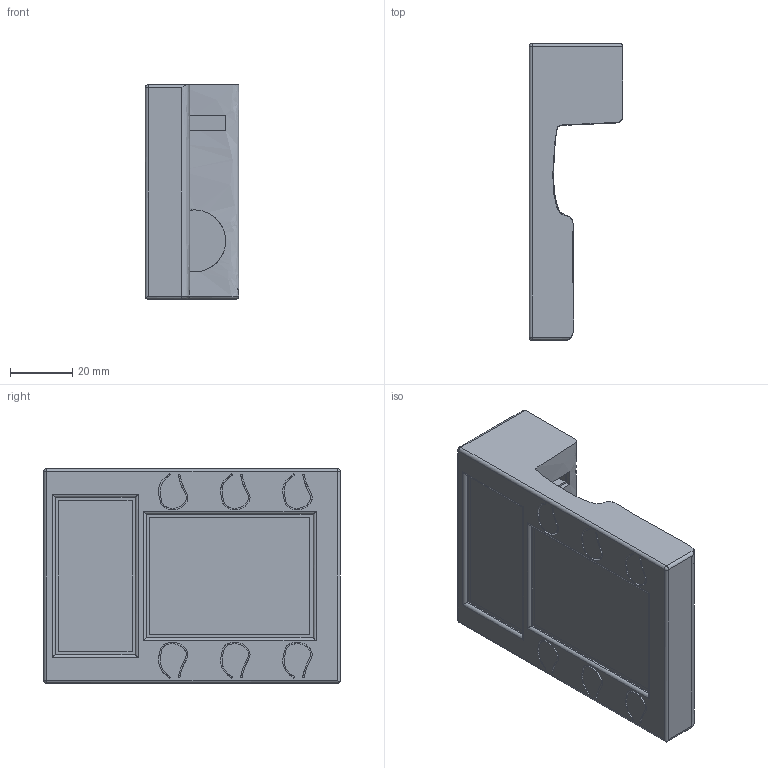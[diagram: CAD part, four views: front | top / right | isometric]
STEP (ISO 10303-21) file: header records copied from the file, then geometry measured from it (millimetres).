
FILE_DESCRIPTION (( 'STEP AP214' ), '1' );
FILE_NAME ('cat_portrait_tact_lipo_draft.STEP', '2024-09-23T17:46:39', ( '' ), ( '' ), 'SwSTEP 2.0', 'SolidWorks 2022', '' );
FILE_SCHEMA (( 'AUTOMOTIVE_DESIGN' ));
Length unit declared in the file: millimetre
Products named in the file (7): ch240qv23a_lcd; portrait_tact_lipo_case; pcb; epaper; cat_portrait_tact_lipo_draft; battery; sen66_standin
Assembly tree (6 placements, depth 2):
  cat_portrait_tact_lipo_draft
    pcb
    battery
    sen66_standin
    ch240qv23a_lcd
    epaper
    portrait_tact_lipo_case
Bounding box: 30.23 x 95.5 x 69 mm (x, y, z)
Volume: 78945.3 mm3; surface area: 64938.8 mm2
Topology: 8 solids, 8 shells, 159 faces, 410 edges, 263 vertices
Faces by surface type: plane 101, cylinder 39, bspline 15, sphere 4
Entity records: 7101 total; most frequent: CARTESIAN_POINT 2984, ORIENTED_EDGE 812, DIRECTION 706, EDGE_CURVE 406, VECTOR 290, LINE 290, VERTEX_POINT 263, AXIS2_PLACEMENT_3D 208
